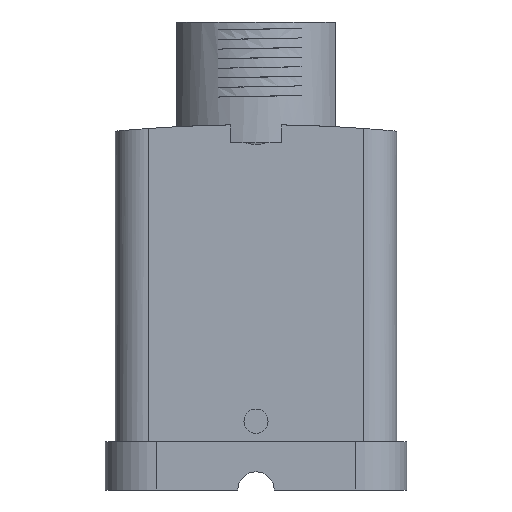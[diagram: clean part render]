
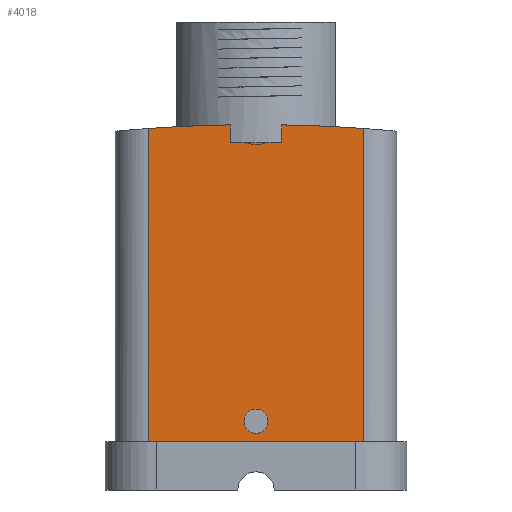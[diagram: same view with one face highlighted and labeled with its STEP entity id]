
A CAD part, left-side view. The second image highlights one B-rep face of the part: STEP entity #4018.
In plain terms, the highlighted planar face has unit normal (-1, 0, 0).
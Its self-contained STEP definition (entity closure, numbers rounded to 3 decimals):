
#3944=AXIS2_PLACEMENT_3D('Plane Axis2P3D',#3941,#3942,#3943) ;
#3966=AXIS2_PLACEMENT_3D('Circle Axis2P3D',#3964,#3965,$) ;
#3978=AXIS2_PLACEMENT_3D('Circle Axis2P3D',#3976,#3977,$) ;
#4002=AXIS2_PLACEMENT_3D('Circle Axis2P3D',#4000,#4001,$) ;
#4011=AXIS2_PLACEMENT_3D('Circle Axis2P3D',#4009,#4010,$) ;
#1170=CARTESIAN_POINT('Line Origine',(4.,27.959,57.5)) ;
#1174=CARTESIAN_POINT('Vertex',(4.,26.679,57.5)) ;
#1176=CARTESIAN_POINT('Vertex',(4.,29.239,57.5)) ;
#1183=CARTESIAN_POINT('Vertex',(4.,23.321,57.5)) ;
#1186=CARTESIAN_POINT('Line Origine',(4.,22.041,57.5)) ;
#1190=CARTESIAN_POINT('Vertex',(4.,20.761,57.5)) ;
#3648=CARTESIAN_POINT('Vertex',(4.,7.2,8.)) ;
#3651=CARTESIAN_POINT('Line Origine',(4.,25.,8.)) ;
#3655=CARTESIAN_POINT('Vertex',(4.,42.8,8.)) ;
#3926=CARTESIAN_POINT('Vertex',(4.,7.2,59.866)) ;
#3929=CARTESIAN_POINT('Line Origine',(4.,7.2,33.5)) ;
#3941=CARTESIAN_POINT('Axis2P3D Location',(4.,25.,6.5)) ;
#3947=CARTESIAN_POINT('Control Point',(4.,26.679,57.5)) ;
#3948=CARTESIAN_POINT('Control Point',(4.,26.191,57.335)) ;
#3949=CARTESIAN_POINT('Control Point',(4.,25.708,57.23)) ;
#3950=CARTESIAN_POINT('Control Point',(4.,25.227,57.184)) ;
#3951=CARTESIAN_POINT('Control Point',(4.,24.559,57.202)) ;
#3952=CARTESIAN_POINT('Control Point',(4.,23.888,57.334)) ;
#3953=CARTESIAN_POINT('Control Point',(4.,23.699,57.381)) ;
#3954=CARTESIAN_POINT('Control Point',(4.,23.51,57.436)) ;
#3955=CARTESIAN_POINT('Control Point',(4.,23.321,57.5)) ;
#3957=CARTESIAN_POINT('Line Origine',(4.,29.239,58.982)) ;
#3961=CARTESIAN_POINT('Vertex',(4.,29.239,60.464)) ;
#3964=CARTESIAN_POINT('Axis2P3D Location',(4.,25.,-189.5)) ;
#3968=CARTESIAN_POINT('Vertex',(4.,42.8,59.866)) ;
#3971=CARTESIAN_POINT('Line Origine',(4.,42.8,33.933)) ;
#3976=CARTESIAN_POINT('Axis2P3D Location',(4.,25.,-189.5)) ;
#3980=CARTESIAN_POINT('Vertex',(4.,20.761,60.464)) ;
#3983=CARTESIAN_POINT('Line Origine',(4.,20.761,58.982)) ;
#4000=CARTESIAN_POINT('Axis2P3D Location',(4.,25.,11.4)) ;
#4004=CARTESIAN_POINT('Vertex',(4.,23.,11.4)) ;
#4006=CARTESIAN_POINT('Vertex',(4.,27.,11.4)) ;
#4009=CARTESIAN_POINT('Axis2P3D Location',(4.,25.,11.4)) ;
#1171=DIRECTION('Vector Direction',(0.,1.,0.)) ;
#1187=DIRECTION('Vector Direction',(0.,1.,0.)) ;
#3652=DIRECTION('Vector Direction',(0.,-1.,0.)) ;
#3930=DIRECTION('Vector Direction',(0.,0.,-1.)) ;
#3942=DIRECTION('Axis2P3D Direction',(-1.,0.,0.)) ;
#3943=DIRECTION('Axis2P3D XDirection',(0.,-1.,0.)) ;
#3958=DIRECTION('Vector Direction',(0.,0.,-1.)) ;
#3965=DIRECTION('Axis2P3D Direction',(-1.,0.,0.)) ;
#3972=DIRECTION('Vector Direction',(0.,0.,1.)) ;
#3977=DIRECTION('Axis2P3D Direction',(-1.,0.,0.)) ;
#3984=DIRECTION('Vector Direction',(0.,0.,-1.)) ;
#4001=DIRECTION('Axis2P3D Direction',(-1.,0.,0.)) ;
#4010=DIRECTION('Axis2P3D Direction',(-1.,0.,0.)) ;
#1172=VECTOR('Line Direction',#1171,1.) ;
#1188=VECTOR('Line Direction',#1187,1.) ;
#3653=VECTOR('Line Direction',#3652,1.) ;
#3931=VECTOR('Line Direction',#3930,1.) ;
#3959=VECTOR('Line Direction',#3958,1.) ;
#3973=VECTOR('Line Direction',#3972,1.) ;
#3985=VECTOR('Line Direction',#3984,1.) ;
#3989=ORIENTED_EDGE('',*,*,#3956,.F.) ;
#3990=ORIENTED_EDGE('',*,*,#1178,.T.) ;
#3991=ORIENTED_EDGE('',*,*,#3963,.F.) ;
#3992=ORIENTED_EDGE('',*,*,#3970,.T.) ;
#3993=ORIENTED_EDGE('',*,*,#3975,.T.) ;
#3994=ORIENTED_EDGE('',*,*,#3657,.T.) ;
#3995=ORIENTED_EDGE('',*,*,#3933,.T.) ;
#3996=ORIENTED_EDGE('',*,*,#3982,.T.) ;
#3997=ORIENTED_EDGE('',*,*,#3987,.T.) ;
#3998=ORIENTED_EDGE('',*,*,#1192,.T.) ;
#4015=ORIENTED_EDGE('',*,*,#4008,.F.) ;
#4016=ORIENTED_EDGE('',*,*,#4013,.F.) ;
#4017=FACE_BOUND('',#4014,.T.) ;
#4018=ADVANCED_FACE('Hauptkoerper',(#3999,#4017),#3945,.T.) ;
#3946=B_SPLINE_CURVE_WITH_KNOTS('',5,(#3947,#3948,#3949,#3950,#3951,#3952,#3953,#3954,#3955),.UNSPECIFIED.,.F.,.U.,(6,3,6),(18.372,36.372,43.367),.UNSPECIFIED.) ;
#3967=CIRCLE('generated circle',#3966,250.) ;
#3979=CIRCLE('generated circle',#3978,250.) ;
#4003=CIRCLE('generated circle',#4002,2.) ;
#4012=CIRCLE('generated circle',#4011,2.) ;
#1178=EDGE_CURVE('',#1175,#1177,#1173,.T.) ;
#1192=EDGE_CURVE('',#1191,#1184,#1189,.T.) ;
#3657=EDGE_CURVE('',#3656,#3649,#3654,.T.) ;
#3933=EDGE_CURVE('',#3649,#3927,#3932,.F.) ;
#3956=EDGE_CURVE('',#1175,#1184,#3946,.T.) ;
#3963=EDGE_CURVE('',#3962,#1177,#3960,.T.) ;
#3970=EDGE_CURVE('',#3962,#3969,#3967,.T.) ;
#3975=EDGE_CURVE('',#3969,#3656,#3974,.F.) ;
#3982=EDGE_CURVE('',#3927,#3981,#3979,.T.) ;
#3987=EDGE_CURVE('',#3981,#1191,#3986,.T.) ;
#4008=EDGE_CURVE('',#4005,#4007,#4003,.T.) ;
#4013=EDGE_CURVE('',#4007,#4005,#4012,.T.) ;
#3988=EDGE_LOOP('',(#3989,#3990,#3991,#3992,#3993,#3994,#3995,#3996,#3997,#3998)) ;
#4014=EDGE_LOOP('',(#4015,#4016)) ;
#3999=FACE_OUTER_BOUND('',#3988,.T.) ;
#1173=LINE('Line',#1170,#1172) ;
#1189=LINE('Line',#1186,#1188) ;
#3654=LINE('Line',#3651,#3653) ;
#3932=LINE('Line',#3929,#3931) ;
#3960=LINE('Line',#3957,#3959) ;
#3974=LINE('Line',#3971,#3973) ;
#3986=LINE('Line',#3983,#3985) ;
#3945=PLANE('',#3944) ;
#1175=VERTEX_POINT('',#1174) ;
#1177=VERTEX_POINT('',#1176) ;
#1184=VERTEX_POINT('',#1183) ;
#1191=VERTEX_POINT('',#1190) ;
#3649=VERTEX_POINT('',#3648) ;
#3656=VERTEX_POINT('',#3655) ;
#3927=VERTEX_POINT('',#3926) ;
#3962=VERTEX_POINT('',#3961) ;
#3969=VERTEX_POINT('',#3968) ;
#3981=VERTEX_POINT('',#3980) ;
#4005=VERTEX_POINT('',#4004) ;
#4007=VERTEX_POINT('',#4006) ;
